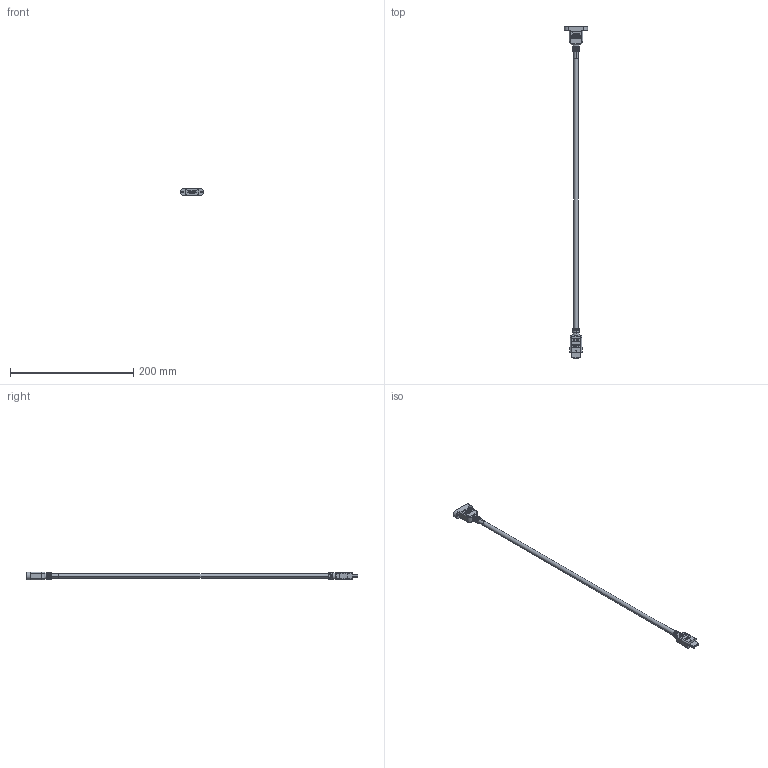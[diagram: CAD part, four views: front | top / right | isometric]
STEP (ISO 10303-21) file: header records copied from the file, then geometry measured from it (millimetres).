
FILE_DESCRIPTION (( 'STEP AP214' ), '1' );
FILE_NAME ('HD21P-MFP-BLK_3D.STEP', '2022-08-16T19:42:32', ( '' ), ( '' ), 'SwSTEP 2.0', 'SolidWorks 2021', '' );
FILE_SCHEMA (( 'AUTOMOTIVE_DESIGN' ));
Length unit declared in the file: inch
Products named in the file (5): HDMI--100^HD21P-MFP-BLK-xxM(2)_HD21P-MFP-BLK; HD21P-MFP-BLK_3D; HD21P-MFP-BLK-xxM(2)^HD21P-MFP-BLK; 12-14-HDMI-0001^HD21P-MFP-BLK-xxM(2)_HD21P-MFP-BLK; 12-14-HDMI00^HD21P-MFP-BLK-xxM(2)_HD21P-MFP-BLK
Assembly tree (4 placements, depth 3):
  HD21P-MFP-BLK_3D
    HD21P-MFP-BLK-xxM(2)^HD21P-MFP-BLK
      12-14-HDMI-0001^HD21P-MFP-BLK-xxM(2)_HD21P-MFP-BLK
      12-14-HDMI00^HD21P-MFP-BLK-xxM(2)_HD21P-MFP-BLK
      HDMI--100^HD21P-MFP-BLK-xxM(2)_HD21P-MFP-BLK
Bounding box: 37.7 x 539.8 x 12.6 mm (x, y, z)
Volume: 36907.6 mm3; surface area: 19243.7 mm2
Topology: 7 solids, 7 shells, 868 faces, 2282 edges, 1474 vertices
Faces by surface type: plane 441, cylinder 239, bspline 100, torus 72, sphere 12, cone 4
Entity records: 30052 total; most frequent: CARTESIAN_POINT 9170, ORIENTED_EDGE 4516, DIRECTION 3902, EDGE_CURVE 2258, VERTEX_POINT 1462, VECTOR 1378, LINE 1378, AXIS2_PLACEMENT_3D 1262
